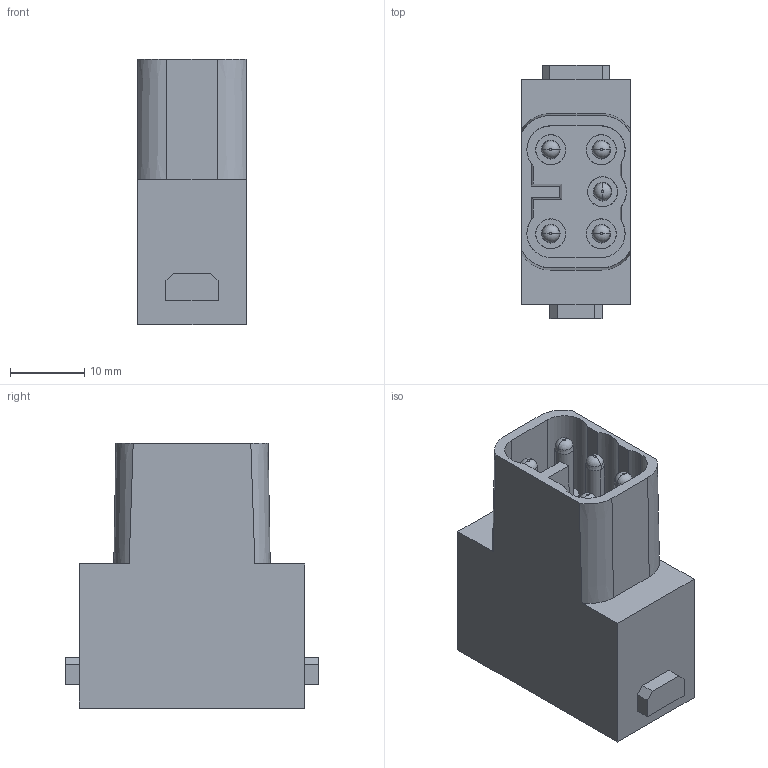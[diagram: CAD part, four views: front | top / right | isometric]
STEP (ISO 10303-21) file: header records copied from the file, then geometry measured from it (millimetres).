
FILE_DESCRIPTION(('HOOPS Exchange Step'),'2;1');
FILE_NAME('export-3659D5CB-95AF-474B-86AA-ABD696B868B5.stp','2022-10-06T17:46:07+02:00',('Gebruiker'),('Alibre'),'HOOPS Exchange 2021.0','Alibre','Unknown authorisation');
FILE_SCHEMA( ('AP242_MANAGED_MODEL_BASED_3D_ENGINEERING_MIM_LF {1 0 10303 442 1 1 4 }') );
Length unit declared in the file: millimetre
Products named in the file (2): 6073-1 Contact insert module - HC-M-05-PT-M - 1417372; 6073 Contact insert module - HC-M-05-PT-M - 1417372
Assembly tree (1 placements, depth 2):
  6073 Contact insert module - HC-M-05-PT-M - 1417372
    6073-1 Contact insert module - HC-M-05-PT-M - 1417372
Bounding box: 14.6 x 34.1 x 35.7 mm (x, y, z)
Volume: 9497.2 mm3; surface area: 6714.9 mm2
Topology: 1 solids, 1 shells, 335 faces, 946 edges, 636 vertices
Faces by surface type: plane 214, cylinder 57, cone 54, torus 10
Entity records: 18174 total; most frequent: CARTESIAN_POINT 9308, ORIENTED_EDGE 1892, DIRECTION 1699, EDGE_CURVE 946, VERTEX_POINT 636, VECTOR 633, LINE 633, AXIS2_PLACEMENT_3D 533
